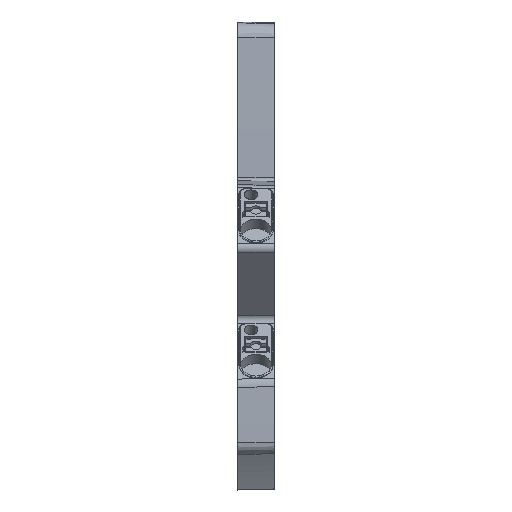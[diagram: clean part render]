
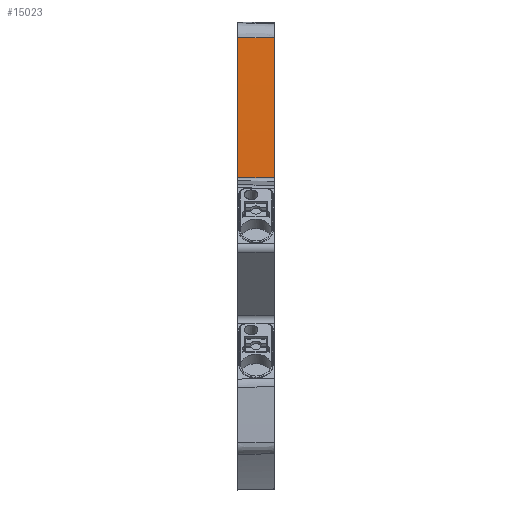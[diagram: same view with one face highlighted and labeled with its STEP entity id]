
A CAD part, front view. The second image highlights one B-rep face of the part: STEP entity #15023.
In plain terms, the highlighted conical face has half-angle 1.5 degrees and reference radius 999.927 mm.
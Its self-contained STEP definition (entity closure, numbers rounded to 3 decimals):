
#241=CARTESIAN_POINT('',(3.,977.4,43.8));
#242=DIRECTION('',(1.,0.,0.));
#243=DIRECTION('',(0.,-1.,0.023));
#244=AXIS2_PLACEMENT_3D('',#241,#242,#243);
#1078=CARTESIAN_POINT('',(-3.,977.4,43.8));
#1079=DIRECTION('',(-1.,0.,0.));
#1080=DIRECTION('',(0.,-1.,0.));
#1081=AXIS2_PLACEMENT_3D('',#1078,#1079,#1080);
#3265=DIRECTION('',(-1.,-0.026,0.));
#3266=VECTOR('',#3265,6.002);
#3267=CARTESIAN_POINT('',(3.,-22.448,44.151));
#3268=LINE('',#3267,#3266);
#3269=DIRECTION('',(-1.,-0.026,0.));
#3270=VECTOR('',#3269,6.002);
#3271=CARTESIAN_POINT('',(3.,-22.176,67.122));
#3272=LINE('',#3271,#3270);
#8599=CARTESIAN_POINT('',(3.,-22.176,67.122));
#8601=VERTEX_POINT('',#8599);
#8602=CARTESIAN_POINT('',(3.,-22.448,44.151));
#8603=VERTEX_POINT('',#8602);
#8868=CARTESIAN_POINT('',(-3.,-22.605,
44.151));
#8870=VERTEX_POINT('',#8868);
#8871=CARTESIAN_POINT('',(-3.,-22.333,
67.123));
#8872=VERTEX_POINT('',#8871);
#15011=CARTESIAN_POINT('',(0.,977.4,
43.8));
#15012=DIRECTION('',(-1.,0.,0.));
#15013=DIRECTION('',(0.,-0.998,0.058));
#15014=AXIS2_PLACEMENT_3D('',#15011,#15012,#15013);
#15015=CONICAL_SURFACE('',#15014,999.927,1.5);
#15017=ORIENTED_EDGE('',*,*,#15016,.F.);
#15018=ORIENTED_EDGE('',*,*,#10363,.T.);
#15019=ORIENTED_EDGE('',*,*,#14993,.T.);
#15020=ORIENTED_EDGE('',*,*,#11117,.T.);
#15021=EDGE_LOOP('',(#15017,#15018,#15019,#15020));
#15022=FACE_OUTER_BOUND('',#15021,.F.);
#15023=ADVANCED_FACE('',(#15022),#15015,.T.);
#245=CIRCLE('',#244,999.848);
#1082=CIRCLE('',#1081,1000.005);
#10363=EDGE_CURVE('',#8601,#8603,#245,.T.);
#11117=EDGE_CURVE('',#8870,#8872,#1082,.T.);
#14993=EDGE_CURVE('',#8603,#8870,#3268,.T.);
#15016=EDGE_CURVE('',#8601,#8872,#3272,.T.);
